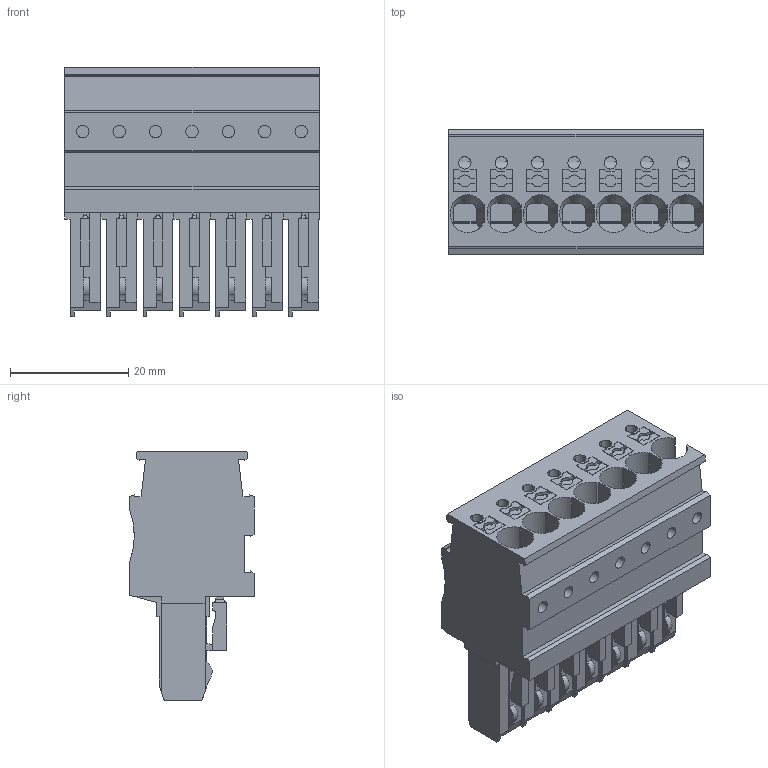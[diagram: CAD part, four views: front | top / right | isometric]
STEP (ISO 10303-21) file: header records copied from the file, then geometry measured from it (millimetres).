
FILE_DESCRIPTION(('Creo Elements/Direct Modeling STEP Export'),'2;1');
FILE_NAME('model.stp','2018-01-19T10:06:52',(''),(''),'Creo Elements/Direct Modeling STEP processor for AP214 (Solid Model)','Creo Elements/Direct Modeling 18.1I 14-Aug-2016 (C) Parametric Technology GmbH','');
FILE_SCHEMA(('AUTOMOTIVE_DESIGN { 1 0 10303 214 1 1 1 1 }'));
Length unit declared in the file: millimetre
Products named in the file (2): PP_H_4_7-select
Assembly tree (1 placements, depth 2):
  PP_H_4_7-select
    PP_H_4_7-select
Bounding box: 43.05 x 21 x 42.17 mm (x, y, z)
Volume: 21282.6 mm3; surface area: 13122.1 mm2
Topology: 1 solids, 1 shells, 1038 faces, 2938 edges, 1943 vertices
Faces by surface type: plane 813, cylinder 190, torus 14, extrusion 14, cone 7
Entity records: 48357 total; most frequent: CARTESIAN_POINT 13065, ORIENTED_EDGE 5876, DIRECTION 5196, EDGE_CURVE 2938, VECTOR 2354, LINE 2340, VERTEX_POINT 1943, AXIS2_PLACEMENT_3D 1421
